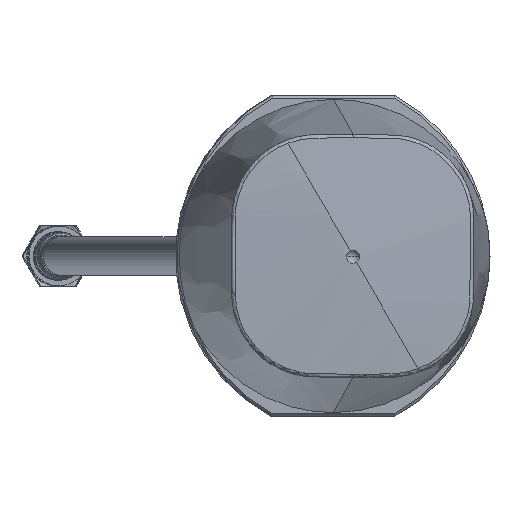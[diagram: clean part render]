
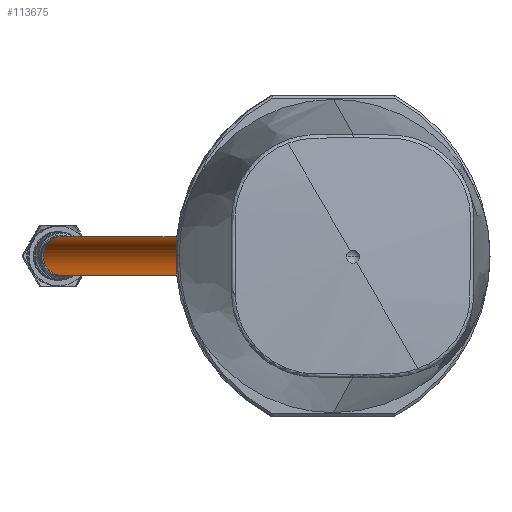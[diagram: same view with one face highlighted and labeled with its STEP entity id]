
A CAD part, left-side view. The second image highlights one B-rep face of the part: STEP entity #113675.
In plain terms, the highlighted cylindrical face has radius 2.5 mm (diameter 5 mm), a partial arc.
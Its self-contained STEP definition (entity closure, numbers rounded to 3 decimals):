
#278 = CIRCLE ( 'NONE', #124018, 2.5 ) ;
#2732 = VERTEX_POINT ( 'NONE', #33108 ) ;
#6176 = ORIENTED_EDGE ( 'NONE', *, *, #105203, .F. ) ;
#6503 = DIRECTION ( 'NONE',  ( -0.999, -0.035, 0. ) ) ;
#14898 = CARTESIAN_POINT ( 'NONE',  ( -88.624, -52.519, 165.397 ) ) ;
#15296 = FACE_OUTER_BOUND ( 'NONE', #40481, .T. ) ;
#15794 = AXIS2_PLACEMENT_3D ( 'NONE', #29762, #87942, #96784 ) ;
#21740 = ORIENTED_EDGE ( 'NONE', *, *, #112156, .T. ) ;
#23082 = VECTOR ( 'NONE', #6503, 1000. ) ;
#25337 = EDGE_CURVE ( 'NONE', #91365, #60446, #43320, .T. ) ;
#25459 = ORIENTED_EDGE ( 'NONE', *, *, #55302, .T. ) ;
#29762 = CARTESIAN_POINT ( 'NONE',  ( 930.751, -16.834, 167.896 ) ) ;
#33108 = CARTESIAN_POINT ( 'NONE',  ( 930.754, -16.921, 165.397 ) ) ;
#37472 = VERTEX_POINT ( 'NONE', #70404 ) ;
#40481 = EDGE_LOOP ( 'NONE', ( #21740, #25459, #102424, #6176 ) ) ;
#43320 = CIRCLE ( 'NONE', #91530, 2.5 ) ;
#44323 = CARTESIAN_POINT ( 'NONE',  ( -88.627, -52.431, 167.896 ) ) ;
#45414 = CARTESIAN_POINT ( 'NONE',  ( 930.748, -16.747, 170.394 ) ) ;
#46094 = LINE ( 'NONE', #87579, #61135 ) ;
#52426 = DIRECTION ( 'NONE',  ( -0.999, -0.035, 0. ) ) ;
#55302 = EDGE_CURVE ( 'NONE', #2732, #91365, #46094, .T. ) ;
#57960 = CARTESIAN_POINT ( 'NONE',  ( -88.63, -52.344, 170.394 ) ) ;
#60446 = VERTEX_POINT ( 'NONE', #57960 ) ;
#61135 = VECTOR ( 'NONE', #107286, 1000. ) ;
#63395 = LINE ( 'NONE', #45414, #23082 ) ;
#66059 = CYLINDRICAL_SURFACE ( 'NONE', #15794, 2.5 ) ;
#70404 = CARTESIAN_POINT ( 'NONE',  ( 930.748, -16.747, 170.394 ) ) ;
#87579 = CARTESIAN_POINT ( 'NONE',  ( 930.754, -16.921, 165.397 ) ) ;
#87942 = DIRECTION ( 'NONE',  ( -0.999, -0.035, 0. ) ) ;
#91365 = VERTEX_POINT ( 'NONE', #14898 ) ;
#91530 = AXIS2_PLACEMENT_3D ( 'NONE', #44323, #101355, #119332 ) ;
#96784 = DIRECTION ( 'NONE',  ( -0.001, 0.035, 0.999 ) ) ;
#101355 = DIRECTION ( 'NONE',  ( 0.999, 0.035, 0. ) ) ;
#102424 = ORIENTED_EDGE ( 'NONE', *, *, #25337, .T. ) ;
#105203 = EDGE_CURVE ( 'NONE', #37472, #60446, #63395, .T. ) ;
#107286 = DIRECTION ( 'NONE',  ( -0.999, -0.035, 0. ) ) ;
#109823 = CARTESIAN_POINT ( 'NONE',  ( 930.751, -16.834, 167.896 ) ) ;
#112156 = EDGE_CURVE ( 'NONE', #37472, #2732, #278, .T. ) ;
#113675 = ADVANCED_FACE ( 'NONE', ( #15296 ), #66059, .T. ) ;
#119332 = DIRECTION ( 'NONE',  ( -0.001, 0.035, 0.999 ) ) ;
#119425 = DIRECTION ( 'NONE',  ( -0.001, 0.035, 0.999 ) ) ;
#124018 = AXIS2_PLACEMENT_3D ( 'NONE', #109823, #52426, #119425 ) ;
